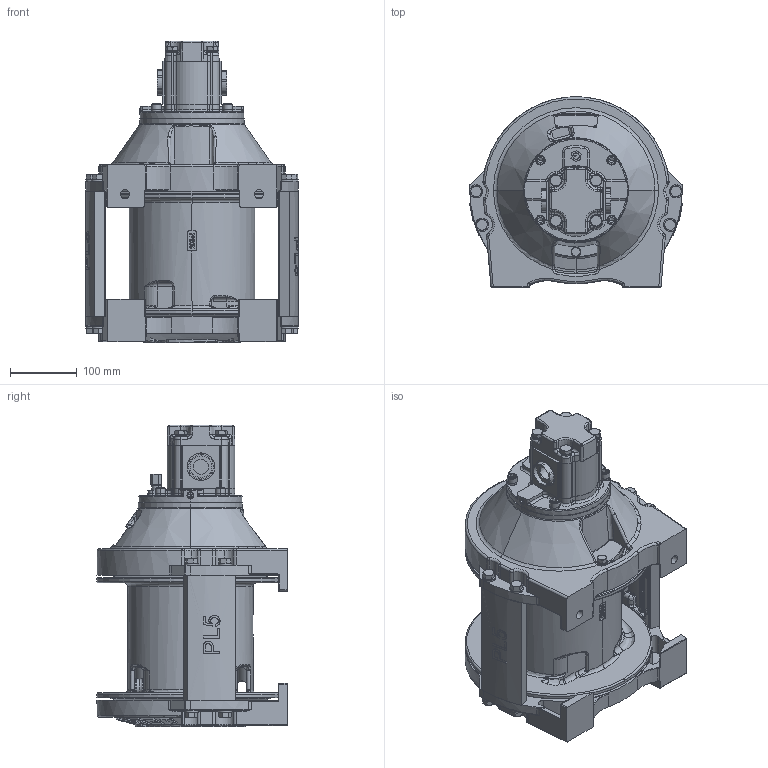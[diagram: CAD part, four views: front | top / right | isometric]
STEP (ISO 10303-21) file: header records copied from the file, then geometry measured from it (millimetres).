
FILE_DESCRIPTION((''),'2;1');
FILE_NAME('TWG-TEMP','2020-10-11T23:25:40',('Administrator'),(''),'CREO PARAMETRIC BY PTC INC, 2019030','CREO PARAMETRIC BY PTC INC, 2019030','');
FILE_SCHEMA(('AUTOMOTIVE_DESIGN { 1 0 10303 214 1 1 1 1 }'));
Length unit declared in the file: inch
Products named in the file (1): TWG-TEMP
Bounding box: 318.22 x 284.18 x 450.72 mm (x, y, z)
Volume: 5223.9 mm3; surface area: 1280871.2 mm2
Topology: 1 solids, 120 shells, 3479 faces, 9867 edges, 6396 vertices
Faces by surface type: plane 1209, cylinder 776, torus 412, bspline 391, extrusion 376, cone 309, sphere 6
Full cylindrical faces by diameter (mm): 3.175 x1
Entity records: 184494 total; most frequent: CARTESIAN_POINT 74566, ORIENTED_EDGE 17713, DIRECTION 15690, EDGE_CURVE 9743, VERTEX_POINT 6398, AXIS2_PLACEMENT_3D 5561, VECTOR 4565, LINE 4189
